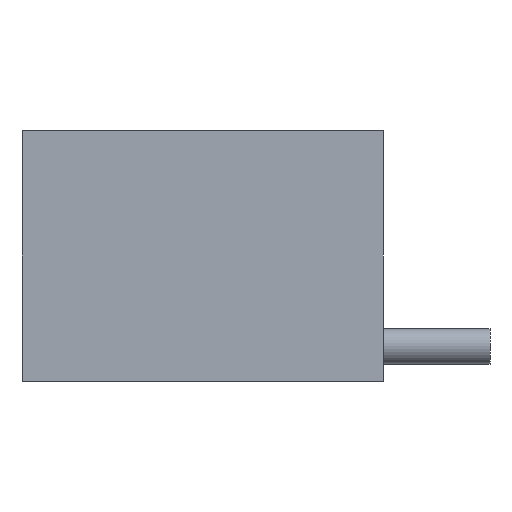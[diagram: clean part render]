
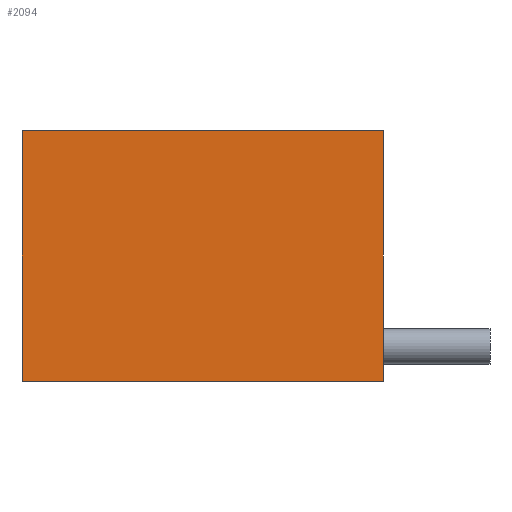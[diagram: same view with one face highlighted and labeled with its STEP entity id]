
A CAD part, left-side view. The second image highlights one B-rep face of the part: STEP entity #2094.
In plain terms, the highlighted planar face has unit normal (-1, 0, 0).
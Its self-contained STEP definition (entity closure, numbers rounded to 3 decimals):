
#521 = EDGE_CURVE ( 'NONE', #9483, #14209, #8072, .T. ) ;
#927 = CARTESIAN_POINT ( 'NONE',  ( -9.825, 10.16, 3.525 ) ) ;
#969 = CARTESIAN_POINT ( 'NONE',  ( -9.825, 10.16, 3.525 ) ) ;
#1882 = CARTESIAN_POINT ( 'NONE',  ( -9.825, 0., -3.525 ) ) ;
#2094 = ADVANCED_FACE ( 'NONE', ( #2289 ), #3488, .F. ) ;
#2209 = ORIENTED_EDGE ( 'NONE', *, *, #14845, .F. ) ;
#2247 = LINE ( 'NONE', #3297, #4057 ) ;
#2289 = FACE_OUTER_BOUND ( 'NONE', #13703, .T. ) ;
#2812 = CARTESIAN_POINT ( 'NONE',  ( -9.825, 0., 3.525 ) ) ;
#3297 = CARTESIAN_POINT ( 'NONE',  ( -9.825, 10.16, -3.525 ) ) ;
#3488 = PLANE ( 'NONE',  #7360 ) ;
#3693 = ORIENTED_EDGE ( 'NONE', *, *, #10126, .F. ) ;
#4057 = VECTOR ( 'NONE', #9251, 1000. ) ;
#5767 = DIRECTION ( 'NONE',  ( 0., 0., -1. ) ) ;
#6904 = EDGE_CURVE ( 'NONE', #14209, #7397, #13612, .T. ) ;
#7196 = DIRECTION ( 'NONE',  ( 1., 0., 0. ) ) ;
#7226 = ORIENTED_EDGE ( 'NONE', *, *, #6904, .T. ) ;
#7360 = AXIS2_PLACEMENT_3D ( 'NONE', #9307, #7196, #5767 ) ;
#7397 = VERTEX_POINT ( 'NONE', #2812 ) ;
#7841 = DIRECTION ( 'NONE',  ( 0., 0., 1. ) ) ;
#8072 = LINE ( 'NONE', #9137, #11534 ) ;
#8976 = LINE ( 'NONE', #927, #12067 ) ;
#9070 = ORIENTED_EDGE ( 'NONE', *, *, #521, .T. ) ;
#9102 = CARTESIAN_POINT ( 'NONE',  ( -9.825, 10.16, -3.525 ) ) ;
#9137 = CARTESIAN_POINT ( 'NONE',  ( -9.825, 10.16, -3.525 ) ) ;
#9251 = DIRECTION ( 'NONE',  ( 0., 0., 1. ) ) ;
#9307 = CARTESIAN_POINT ( 'NONE',  ( -9.825, 10.16, -3.525 ) ) ;
#9483 = VERTEX_POINT ( 'NONE', #9102 ) ;
#9645 = CARTESIAN_POINT ( 'NONE',  ( -9.825, 0., -3.525 ) ) ;
#10126 = EDGE_CURVE ( 'NONE', #9483, #11151, #2247, .T. ) ;
#11151 = VERTEX_POINT ( 'NONE', #969 ) ;
#11368 = DIRECTION ( 'NONE',  ( 0., -1., 0. ) ) ;
#11534 = VECTOR ( 'NONE', #11732, 1000. ) ;
#11732 = DIRECTION ( 'NONE',  ( 0., -1., 0. ) ) ;
#12067 = VECTOR ( 'NONE', #11368, 1000. ) ;
#12215 = VECTOR ( 'NONE', #7841, 1000. ) ;
#13612 = LINE ( 'NONE', #1882, #12215 ) ;
#13703 = EDGE_LOOP ( 'NONE', ( #7226, #2209, #3693, #9070 ) ) ;
#14209 = VERTEX_POINT ( 'NONE', #9645 ) ;
#14845 = EDGE_CURVE ( 'NONE', #11151, #7397, #8976, .T. ) ;
